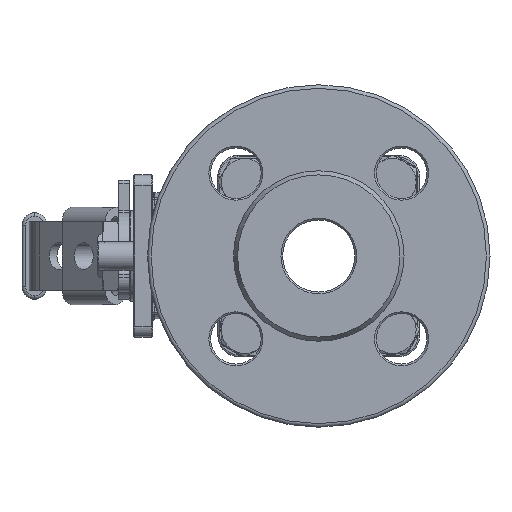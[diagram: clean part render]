
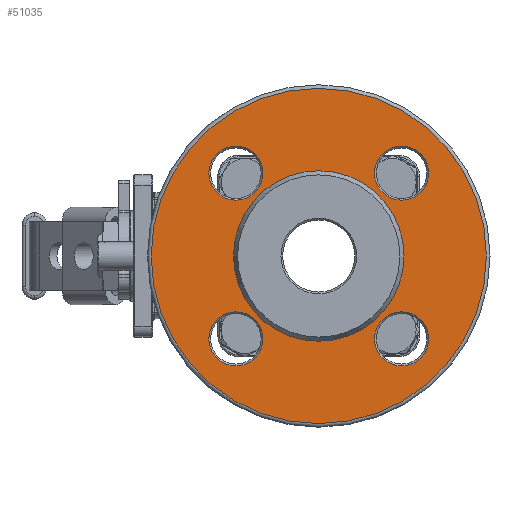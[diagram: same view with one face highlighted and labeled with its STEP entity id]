
A CAD part, left-side view. The second image highlights one B-rep face of the part: STEP entity #51035.
In plain terms, the highlighted planar face has unit normal (-1, 0, 0).
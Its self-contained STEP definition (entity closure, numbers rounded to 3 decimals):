
#103 = PLANE ( 'NONE',  #15484 ) ;
#3381 = CIRCLE ( 'NONE', #43977, 7.5 ) ;
#4048 = CARTESIAN_POINT ( 'NONE',  ( -64., -22.981, 22.981 ) ) ;
#4211 = CARTESIAN_POINT ( 'NONE',  ( -64., 47.5, 0. ) ) ;
#4324 = CARTESIAN_POINT ( 'NONE',  ( -64., 0., 0. ) ) ;
#4473 = EDGE_LOOP ( 'NONE', ( #28925 ) ) ;
#4514 = DIRECTION ( 'NONE',  ( 0., 1., 0. ) ) ;
#4798 = DIRECTION ( 'NONE',  ( 1., 0., 0. ) ) ;
#5027 = ORIENTED_EDGE ( 'NONE', *, *, #34168, .T. ) ;
#5718 = CIRCLE ( 'NONE', #32944, 23.655 ) ;
#6214 = CARTESIAN_POINT ( 'NONE',  ( -64., -30.481, -22.981 ) ) ;
#7473 = VERTEX_POINT ( 'NONE', #31876 ) ;
#8499 = DIRECTION ( 'NONE',  ( 0., -1., 0. ) ) ;
#8829 = ORIENTED_EDGE ( 'NONE', *, *, #25689, .T. ) ;
#9140 = DIRECTION ( 'NONE',  ( 0., -1., 0. ) ) ;
#9193 = CIRCLE ( 'NONE', #37478, 7.5 ) ;
#9425 = CIRCLE ( 'NONE', #26376, 7.5 ) ;
#9578 = DIRECTION ( 'NONE',  ( 1., 0., 0. ) ) ;
#9759 = CARTESIAN_POINT ( 'NONE',  ( -64., 22.981, 22.981 ) ) ;
#10312 = CARTESIAN_POINT ( 'NONE',  ( -64., 15.481, 22.981 ) ) ;
#10363 = FACE_OUTER_BOUND ( 'NONE', #16028, .T. ) ;
#10668 = CARTESIAN_POINT ( 'NONE',  ( -64., 15.481, -22.981 ) ) ;
#10910 = DIRECTION ( 'NONE',  ( 0., -1., 0. ) ) ;
#12960 = DIRECTION ( 'NONE',  ( 0., -1., 0. ) ) ;
#13032 = DIRECTION ( 'NONE',  ( -1., 0., 0. ) ) ;
#13407 = CARTESIAN_POINT ( 'NONE',  ( -64., 0., 0. ) ) ;
#13531 = VERTEX_POINT ( 'NONE', #6214 ) ;
#14124 = VERTEX_POINT ( 'NONE', #14955 ) ;
#14955 = CARTESIAN_POINT ( 'NONE',  ( -64., -30.481, 22.981 ) ) ;
#15484 = AXIS2_PLACEMENT_3D ( 'NONE', #4211, #33971, #8499 ) ;
#15571 = AXIS2_PLACEMENT_3D ( 'NONE', #4048, #4798, #12960 ) ;
#16028 = EDGE_LOOP ( 'NONE', ( #26005 ) ) ;
#16967 = DIRECTION ( 'NONE',  ( 1., 0., 0. ) ) ;
#18179 = VERTEX_POINT ( 'NONE', #10312 ) ;
#18754 = CIRCLE ( 'NONE', #39140, 46.5 ) ;
#19125 = DIRECTION ( 'NONE',  ( 1., 0., 0. ) ) ;
#20910 = EDGE_LOOP ( 'NONE', ( #52457 ) ) ;
#22079 = DIRECTION ( 'NONE',  ( 0., -1., 0. ) ) ;
#24373 = FACE_BOUND ( 'NONE', #4473, .T. ) ;
#24847 = DIRECTION ( 'NONE',  ( 0., -1., 0. ) ) ;
#25035 = DIRECTION ( 'NONE',  ( 1., 0., 0. ) ) ;
#25689 = EDGE_CURVE ( 'NONE', #13531, #13531, #9425, .T. ) ;
#26005 = ORIENTED_EDGE ( 'NONE', *, *, #44669, .T. ) ;
#26376 = AXIS2_PLACEMENT_3D ( 'NONE', #29111, #25035, #24847 ) ;
#26852 = EDGE_LOOP ( 'NONE', ( #8829 ) ) ;
#28925 = ORIENTED_EDGE ( 'NONE', *, *, #49332, .T. ) ;
#29111 = CARTESIAN_POINT ( 'NONE',  ( -64., -22.981, -22.981 ) ) ;
#29441 = CIRCLE ( 'NONE', #15571, 7.5 ) ;
#31876 = CARTESIAN_POINT ( 'NONE',  ( -64., 23.655, 0. ) ) ;
#32944 = AXIS2_PLACEMENT_3D ( 'NONE', #4324, #16967, #4514 ) ;
#33971 = DIRECTION ( 'NONE',  ( -1., 0., 0. ) ) ;
#34139 = VERTEX_POINT ( 'NONE', #40255 ) ;
#34168 = EDGE_CURVE ( 'NONE', #18179, #18179, #3381, .T. ) ;
#37478 = AXIS2_PLACEMENT_3D ( 'NONE', #44719, #19125, #10910 ) ;
#39140 = AXIS2_PLACEMENT_3D ( 'NONE', #13407, #13032, #9140 ) ;
#40255 = CARTESIAN_POINT ( 'NONE',  ( -64., -46.5, 0. ) ) ;
#43977 = AXIS2_PLACEMENT_3D ( 'NONE', #9759, #9578, #22079 ) ;
#44669 = EDGE_CURVE ( 'NONE', #34139, #34139, #18754, .T. ) ;
#44696 = VERTEX_POINT ( 'NONE', #10668 ) ;
#44719 = CARTESIAN_POINT ( 'NONE',  ( -64., 22.981, -22.981 ) ) ;
#44961 = FACE_BOUND ( 'NONE', #47275, .T. ) ;
#47275 = EDGE_LOOP ( 'NONE', ( #5027 ) ) ;
#48279 = FACE_BOUND ( 'NONE', #26852, .T. ) ;
#49332 = EDGE_CURVE ( 'NONE', #44696, #44696, #9193, .T. ) ;
#50063 = EDGE_CURVE ( 'NONE', #7473, #7473, #5718, .T. ) ;
#51035 = ADVANCED_FACE ( 'NONE', ( #44961, #24373, #48279, #51669, #10363, #54931 ), #103, .T. ) ;
#51070 = EDGE_LOOP ( 'NONE', ( #51343 ) ) ;
#51343 = ORIENTED_EDGE ( 'NONE', *, *, #52782, .T. ) ;
#51669 = FACE_BOUND ( 'NONE', #51070, .T. ) ;
#52457 = ORIENTED_EDGE ( 'NONE', *, *, #50063, .T. ) ;
#52782 = EDGE_CURVE ( 'NONE', #14124, #14124, #29441, .T. ) ;
#54931 = FACE_BOUND ( 'NONE', #20910, .T. ) ;
